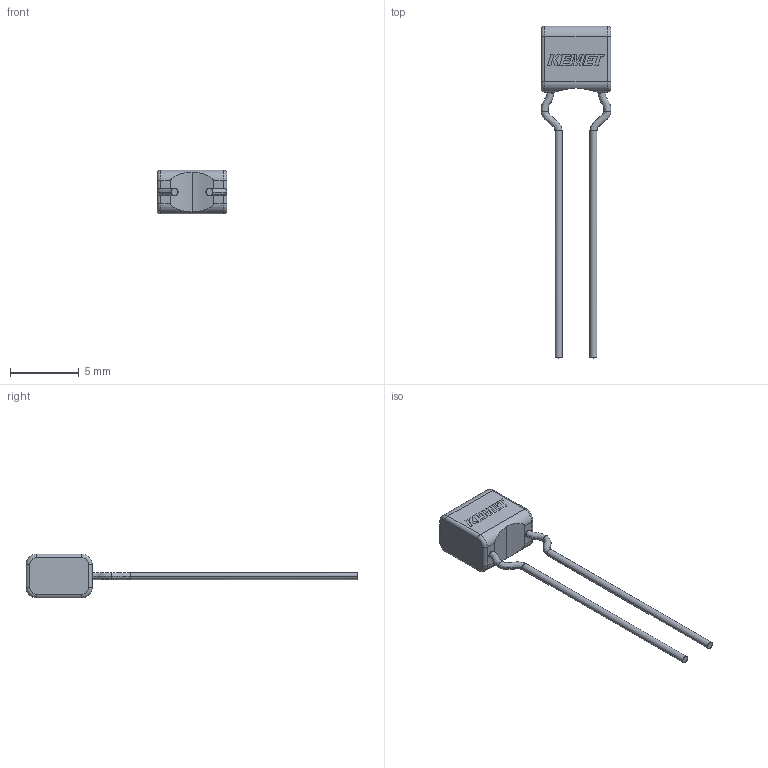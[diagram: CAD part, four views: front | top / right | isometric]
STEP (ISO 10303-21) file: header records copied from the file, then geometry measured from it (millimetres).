
FILE_DESCRIPTION (( 'STEP AP214' ), '1' );
FILE_NAME ('CCR_RCCRTAPE_C326_L5.08H7.62T3.18S2.54H016.5F0.51E5.08.STEP', '2018-07-11T18:11:41', ( '' ), ( '' ), 'SwSTEP 2.0', 'SolidWorks 2014', '' );
FILE_SCHEMA (( 'AUTOMOTIVE_DESIGN' ));
Length unit declared in the file: millimetre
Products named in the file (1): CCR_RCCRTAPE_C326_L5.08H7.62T3.18S2.54H016.5F0.51E5.08
Bounding box: 5.08 x 24.12 x 3.19 mm (x, y, z)
Volume: 81.5 mm3; surface area: 168 mm2
Topology: 4 solids, 4 shells, 104 faces, 258 edges, 164 vertices
Faces by surface type: plane 66, cylinder 16, bspline 14, torus 8
Entity records: 5083 total; most frequent: CARTESIAN_POINT 1509, ORIENTED_EDGE 516, DIRECTION 448, EDGE_CURVE 258, LINE 186, VECTOR 186, VERTEX_POINT 164, AXIS2_PLACEMENT_3D 131
